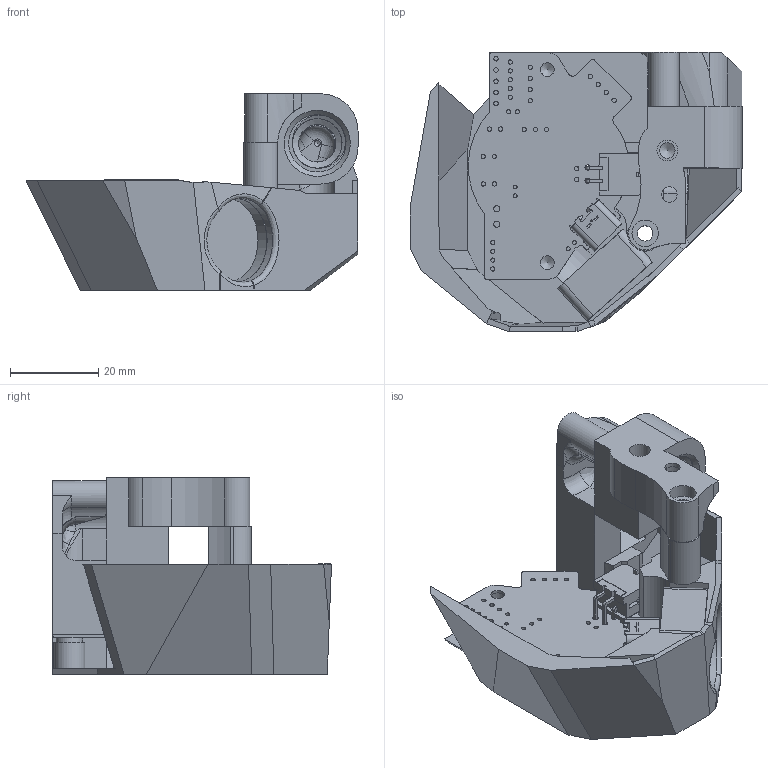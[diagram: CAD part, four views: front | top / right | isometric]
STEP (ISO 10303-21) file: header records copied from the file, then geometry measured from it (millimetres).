
FILE_DESCRIPTION(/* description */ ('STEP AP242','CAx-IF Rec.Pracs.---Representation and Presentation of Product Manufacturing Information (PMI)---4.0---2014-10-13','CAx-IF Rec.Pracs.---3D Tessellated Geometry---0.4---2014-09-14','2;1'),/* implementation_level */ '2;1');
FILE_NAME(/* name */ '62d0b4ec2e54561db0e863df',/* time_stamp */ '2022-07-15T00:29:34+00:00',/* author */ (''),/* organization */ (''),/* preprocessor_version */ 'ST-DEVELOPER v18.102',/* originating_system */ ' ',/* authorisation */ ' ');
FILE_SCHEMA (('AP242_MANAGED_MODEL_BASED_3D_ENGINEERING_MIM_LF { 1 0 10303 442 1 1 4 }'));
Length unit declared in the file: metre
Products named in the file (5): Cable Gland Mount; 2010 Fan; EBB36; Spacer; Mount
Bounding box: 75.39 x 63.35 x 44.59 mm (x, y, z)
Volume: 29313.6 mm3; surface area: 29366.9 mm2
Topology: 4 solids, 5 shells, 929 faces, 2595 edges, 1656 vertices
Faces by surface type: plane 598, cylinder 282, bspline 19, cone 18, torus 7, sphere 5
Full cylindrical faces by diameter (mm): 0.7 x2, 0.9 x6, 0.96 x18, 1 x15, 1.2 x4, 1.4 x2, 2.4 x3, 3.1 x2, 3.5 x9, 4.7 x6, 5.8 x2, 6 x4, 7 x2, 8.5 x1, 19 x3
Entity records: 31353 total; most frequent: CARTESIAN_POINT 7217, ORIENTED_EDGE 4942, DIRECTION 4781, EDGE_CURVE 2471, LINE 1709, VECTOR 1709, VERTEX_POINT 1632, AXIS2_PLACEMENT_3D 1536
